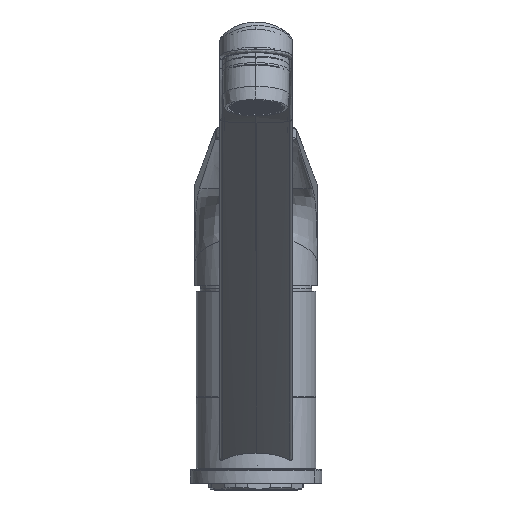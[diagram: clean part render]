
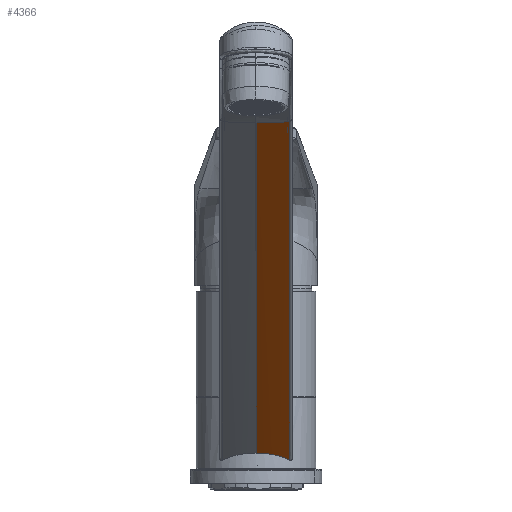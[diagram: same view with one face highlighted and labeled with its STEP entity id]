
A CAD part, front view. The second image highlights one B-rep face of the part: STEP entity #4366.
In plain terms, the highlighted cylindrical face has radius 150.571 mm (diameter 301.141 mm), a partial arc.
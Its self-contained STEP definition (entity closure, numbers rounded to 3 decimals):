
#4366=ADVANCED_FACE('',(#7363),#55419,.T.);
#7363=FACE_OUTER_BOUND('',#11640,.T.);
#11640=EDGE_LOOP('',(#28531,#28532,#28533,#28534));
#28531=ORIENTED_EDGE('',*,*,#37727,.T.);
#28532=ORIENTED_EDGE('',*,*,#37729,.T.);
#28533=ORIENTED_EDGE('',*,*,#37728,.T.);
#28534=ORIENTED_EDGE('',*,*,#37750,.T.);
#37727=EDGE_CURVE('',#52465,#52467,#45968,.T.);
#37728=EDGE_CURVE('',#52464,#52466,#45969,.T.);
#37729=EDGE_CURVE('',#52467,#52464,#45970,.T.);
#37750=EDGE_CURVE('',#52466,#52465,#45985,.T.);
#45968=B_SPLINE_CURVE_WITH_KNOTS('',1,(#101065,#101066),.UNSPECIFIED.,.F.,
 .F.,(2,2),(0.,1.),.UNSPECIFIED.);
#45969=B_SPLINE_CURVE_WITH_KNOTS('',3,(#101067,#101068,#101069,#101070,
#101071,#101072,#101073),.UNSPECIFIED.,.F.,.F.,(4,3,4),(2.,3.,4.),
 .UNSPECIFIED.);
#45970=B_SPLINE_CURVE_WITH_KNOTS('',3,(#101074,#101075,#101076,#101077,
#101078,#101079,#101080,#101081,#101082,#101083),.UNSPECIFIED.,.F.,.F.,
(4,2,2,2,4),(1.,1.25,1.5,1.75,2.),.UNSPECIFIED.);
#45985=B_SPLINE_CURVE_WITH_KNOTS('',3,(#101267,#101268,#101269,#101270),
 .UNSPECIFIED.,.F.,.F.,(4,4),(-2.887,-2.423),
 .UNSPECIFIED.);
#52464=VERTEX_POINT('',#100526);
#52465=VERTEX_POINT('',#100527);
#52466=VERTEX_POINT('',#100528);
#52467=VERTEX_POINT('',#100529);
#55419=CYLINDRICAL_SURFACE('',#58367,150.571);
#58367=AXIS2_PLACEMENT_3D('',#94972,#61162,$);
#61162=DIRECTION('',(0.,-0.766,0.643));
#94972=CARTESIAN_POINT('',(0.,8.571,182.393));
#100526=CARTESIAN_POINT('',(11.829,-17.352,8.196));
#100527=CARTESIAN_POINT('',(0.,-158.746,126.232));
#100528=CARTESIAN_POINT('',(11.829,-158.478,126.615));
#100529=CARTESIAN_POINT('',(0.,-21.,10.65));
#101065=CARTESIAN_POINT('',(0.,-158.746,126.232));
#101066=CARTESIAN_POINT('',(0.,-21.,10.65));
#101067=CARTESIAN_POINT('',(11.829,-17.352,8.196));
#101068=CARTESIAN_POINT('',(11.829,-18.479,9.142));
#101069=CARTESIAN_POINT('',(11.829,-19.605,10.087));
#101070=CARTESIAN_POINT('',(11.829,-20.732,11.033));
#101071=CARTESIAN_POINT('',(11.829,-66.647,49.56));
#101072=CARTESIAN_POINT('',(11.829,-112.563,88.088));
#101073=CARTESIAN_POINT('',(11.829,-158.478,126.615));
#101074=CARTESIAN_POINT('',(0.,-21.,10.65));
#101075=CARTESIAN_POINT('',(1.084,-21.,10.65));
#101076=CARTESIAN_POINT('',(2.154,-20.917,10.595));
#101077=CARTESIAN_POINT('',(4.27,-20.589,10.379));
#101078=CARTESIAN_POINT('',(5.319,-20.342,10.216));
#101079=CARTESIAN_POINT('',(7.315,-19.712,9.797));
#101080=CARTESIAN_POINT('',(8.273,-19.329,9.541));
#101081=CARTESIAN_POINT('',(10.113,-18.433,8.936));
#101082=CARTESIAN_POINT('',(11.002,-17.916,8.584));
#101083=CARTESIAN_POINT('',(11.829,-17.352,8.196));
#101267=CARTESIAN_POINT('',(11.829,-158.478,126.615));
#101268=CARTESIAN_POINT('',(7.894,-158.656,126.36));
#101269=CARTESIAN_POINT('',(3.947,-158.746,126.232));
#101270=CARTESIAN_POINT('',(0.,-158.746,126.232));
